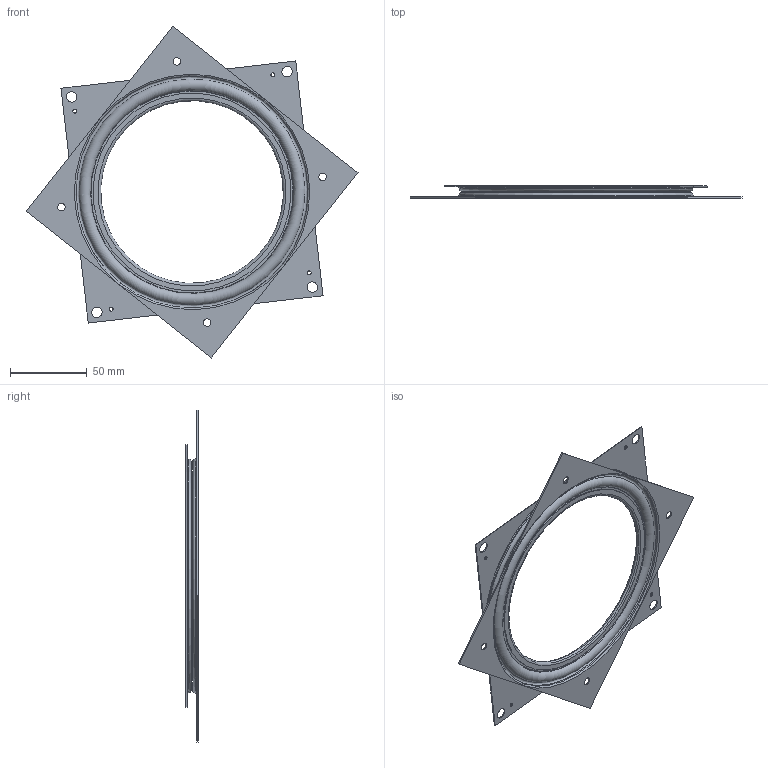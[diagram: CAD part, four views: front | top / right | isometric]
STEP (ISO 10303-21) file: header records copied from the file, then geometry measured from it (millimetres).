
FILE_DESCRIPTION((''),'2;1');
FILE_NAME('KDE 006.stp','2017-01-30T10:05:15',('bauer'),(''),'Autodesk Inventor 2012','Autodesk Inventor 2012','');
FILE_SCHEMA(('AUTOMOTIVE_DESIGN { 1 0 10303 214 1 1 1 1 }'));
Length unit declared in the file: millimetre
Products named in the file (1): Bauteil16
Bounding box: 216.33 x 8 x 216.33 mm (x, y, z)
Volume: 22380.1 mm3; surface area: 61941.9 mm2
Topology: 2 solids, 2 shells, 55 faces, 119 edges, 74 vertices
Faces by surface type: plane 18, torus 18, cylinder 15, cone 4
Full cylindrical faces by diameter (mm): 2.5 x4, 4.9 x4, 6.8 x4, 120.5 x1, 123 x1, 129 x1
Entity records: 1455 total; most frequent: DIRECTION 250, CARTESIAN_POINT 210, ORIENTED_EDGE 162, EDGE_LOOP 126, AXIS2_PLACEMENT_3D 113, EDGE_CURVE 81, VERTEX_POINT 73, FACE_BOUND 71
